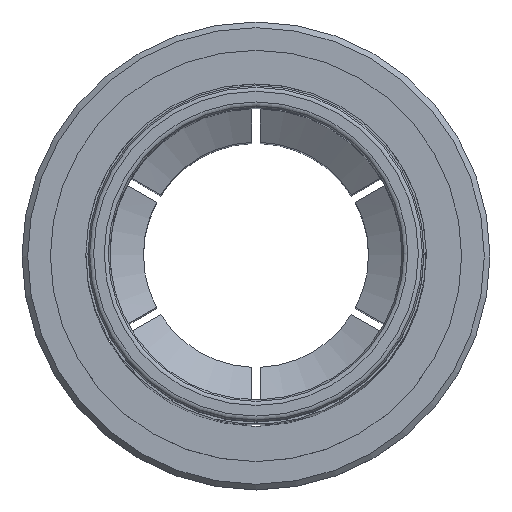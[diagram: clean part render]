
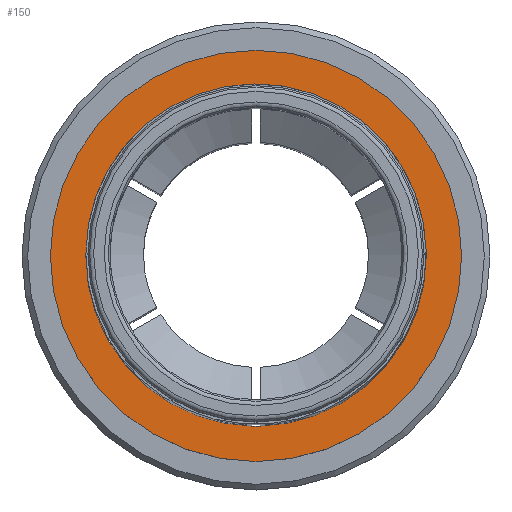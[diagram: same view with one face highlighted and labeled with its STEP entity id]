
A CAD part, top view. The second image highlights one B-rep face of the part: STEP entity #150.
In plain terms, the highlighted planar face has unit normal (0, 0, 1).
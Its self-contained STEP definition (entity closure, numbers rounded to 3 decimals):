
#46=PLANE('',#1222);
#81=FACE_BOUND('',#260,.T.);
#82=FACE_BOUND('',#261,.T.);
#150=ADVANCED_FACE('',(#81,#82),#46,.F.);
#260=EDGE_LOOP('',(#553,#554,#555,#556,#557,#558,#559,#560,#561,#562,#563,
#564,#565,#566,#567,#568,#569,#570,#571,#572,#573,#574,#575,#576));
#261=EDGE_LOOP('',(#577));
#330=LINE('',#1994,#426);
#331=LINE('',#1999,#427);
#332=LINE('',#2001,#428);
#333=LINE('',#2003,#429);
#334=LINE('',#2007,#430);
#335=LINE('',#2009,#431);
#336=LINE('',#2011,#432);
#337=LINE('',#2015,#433);
#338=LINE('',#2017,#434);
#339=LINE('',#2019,#435);
#340=LINE('',#2023,#436);
#341=LINE('',#2025,#437);
#342=LINE('',#2027,#438);
#343=LINE('',#2031,#439);
#344=LINE('',#2033,#440);
#345=LINE('',#2035,#441);
#346=LINE('',#2039,#442);
#347=LINE('',#2041,#443);
#426=VECTOR('',#1348,1.);
#427=VECTOR('',#1351,1.);
#428=VECTOR('',#1352,1.);
#429=VECTOR('',#1353,1.);
#430=VECTOR('',#1356,1.);
#431=VECTOR('',#1357,1.);
#432=VECTOR('',#1358,1.);
#433=VECTOR('',#1361,1.);
#434=VECTOR('',#1362,1.);
#435=VECTOR('',#1363,1.);
#436=VECTOR('',#1366,1.);
#437=VECTOR('',#1367,1.);
#438=VECTOR('',#1368,1.);
#439=VECTOR('',#1371,1.);
#440=VECTOR('',#1372,1.);
#441=VECTOR('',#1373,1.);
#442=VECTOR('',#1376,1.);
#443=VECTOR('',#1377,1.);
#553=ORIENTED_EDGE('',*,*,#998,.T.);
#554=ORIENTED_EDGE('',*,*,#999,.T.);
#555=ORIENTED_EDGE('',*,*,#1000,.T.);
#556=ORIENTED_EDGE('',*,*,#1001,.T.);
#557=ORIENTED_EDGE('',*,*,#1002,.T.);
#558=ORIENTED_EDGE('',*,*,#1003,.T.);
#559=ORIENTED_EDGE('',*,*,#1004,.F.);
#560=ORIENTED_EDGE('',*,*,#1005,.F.);
#561=ORIENTED_EDGE('',*,*,#1006,.F.);
#562=ORIENTED_EDGE('',*,*,#1007,.T.);
#563=ORIENTED_EDGE('',*,*,#1008,.T.);
#564=ORIENTED_EDGE('',*,*,#1009,.T.);
#565=ORIENTED_EDGE('',*,*,#1010,.T.);
#566=ORIENTED_EDGE('',*,*,#1011,.T.);
#567=ORIENTED_EDGE('',*,*,#1012,.T.);
#568=ORIENTED_EDGE('',*,*,#1013,.T.);
#569=ORIENTED_EDGE('',*,*,#1014,.T.);
#570=ORIENTED_EDGE('',*,*,#1015,.T.);
#571=ORIENTED_EDGE('',*,*,#1016,.F.);
#572=ORIENTED_EDGE('',*,*,#1017,.F.);
#573=ORIENTED_EDGE('',*,*,#1018,.F.);
#574=ORIENTED_EDGE('',*,*,#1019,.T.);
#575=ORIENTED_EDGE('',*,*,#1020,.T.);
#576=ORIENTED_EDGE('',*,*,#1021,.T.);
#577=ORIENTED_EDGE('',*,*,#1022,.T.);
#878=VERTEX_POINT('',#1995);
#879=VERTEX_POINT('',#1996);
#880=VERTEX_POINT('',#1998);
#881=VERTEX_POINT('',#2000);
#882=VERTEX_POINT('',#2002);
#883=VERTEX_POINT('',#2004);
#884=VERTEX_POINT('',#2006);
#885=VERTEX_POINT('',#2008);
#886=VERTEX_POINT('',#2010);
#887=VERTEX_POINT('',#2012);
#888=VERTEX_POINT('',#2014);
#889=VERTEX_POINT('',#2016);
#890=VERTEX_POINT('',#2018);
#891=VERTEX_POINT('',#2020);
#892=VERTEX_POINT('',#2022);
#893=VERTEX_POINT('',#2024);
#894=VERTEX_POINT('',#2026);
#895=VERTEX_POINT('',#2028);
#896=VERTEX_POINT('',#2030);
#897=VERTEX_POINT('',#2032);
#898=VERTEX_POINT('',#2034);
#899=VERTEX_POINT('',#2036);
#900=VERTEX_POINT('',#2038);
#901=VERTEX_POINT('',#2040);
#902=VERTEX_POINT('',#2043);
#998=EDGE_CURVE('',#878,#879,#330,.T.);
#999=EDGE_CURVE('',#879,#880,#1138,.T.);
#1000=EDGE_CURVE('',#880,#881,#331,.T.);
#1001=EDGE_CURVE('',#881,#882,#332,.T.);
#1002=EDGE_CURVE('',#882,#883,#333,.T.);
#1003=EDGE_CURVE('',#883,#884,#1139,.T.);
#1004=EDGE_CURVE('',#885,#884,#334,.T.);
#1005=EDGE_CURVE('',#886,#885,#335,.T.);
#1006=EDGE_CURVE('',#887,#886,#336,.T.);
#1007=EDGE_CURVE('',#887,#888,#1140,.T.);
#1008=EDGE_CURVE('',#888,#889,#337,.T.);
#1009=EDGE_CURVE('',#889,#890,#338,.T.);
#1010=EDGE_CURVE('',#890,#891,#339,.T.);
#1011=EDGE_CURVE('',#891,#892,#1141,.T.);
#1012=EDGE_CURVE('',#892,#893,#340,.T.);
#1013=EDGE_CURVE('',#893,#894,#341,.T.);
#1014=EDGE_CURVE('',#894,#895,#342,.T.);
#1015=EDGE_CURVE('',#895,#896,#1142,.T.);
#1016=EDGE_CURVE('',#897,#896,#343,.T.);
#1017=EDGE_CURVE('',#898,#897,#344,.T.);
#1018=EDGE_CURVE('',#899,#898,#345,.T.);
#1019=EDGE_CURVE('',#899,#900,#1143,.T.);
#1020=EDGE_CURVE('',#900,#901,#346,.T.);
#1021=EDGE_CURVE('',#901,#878,#347,.T.);
#1022=EDGE_CURVE('',#902,#902,#1144,.T.);
#1138=CIRCLE('',#1215,6.);
#1139=CIRCLE('',#1216,6.);
#1140=CIRCLE('',#1217,6.);
#1141=CIRCLE('',#1218,6.);
#1142=CIRCLE('',#1219,6.);
#1143=CIRCLE('',#1220,6.);
#1144=CIRCLE('',#1221,7.25);
#1215=AXIS2_PLACEMENT_3D('',#1997,#1349,#1350);
#1216=AXIS2_PLACEMENT_3D('',#2005,#1354,#1355);
#1217=AXIS2_PLACEMENT_3D('',#2013,#1359,#1360);
#1218=AXIS2_PLACEMENT_3D('',#2021,#1364,#1365);
#1219=AXIS2_PLACEMENT_3D('',#2029,#1369,#1370);
#1220=AXIS2_PLACEMENT_3D('',#2037,#1374,#1375);
#1221=AXIS2_PLACEMENT_3D('',#2042,#1378,#1379);
#1222=AXIS2_PLACEMENT_3D('',#2044,#1380,#1381);
#1348=DIRECTION('',(-0.866,-0.5,0.));
#1349=DIRECTION('',(0.,0.,-1.));
#1350=DIRECTION('',(-1.,0.,0.));
#1351=DIRECTION('',(0.866,-0.5,0.));
#1352=DIRECTION('',(-0.5,-0.866,0.));
#1353=DIRECTION('',(-0.866,0.5,0.));
#1354=DIRECTION('',(0.,0.,-1.));
#1355=DIRECTION('',(-1.,0.,0.));
#1356=DIRECTION('',(0.,1.,0.));
#1357=DIRECTION('',(1.,0.,0.));
#1358=DIRECTION('',(0.,-1.,0.));
#1359=DIRECTION('',(0.,0.,-1.));
#1360=DIRECTION('',(-1.,0.,0.));
#1361=DIRECTION('',(-0.866,-0.5,0.));
#1362=DIRECTION('',(-0.5,0.866,0.));
#1363=DIRECTION('',(0.866,0.5,0.));
#1364=DIRECTION('',(0.,0.,-1.));
#1365=DIRECTION('',(-1.,0.,0.));
#1366=DIRECTION('',(-0.866,0.5,0.));
#1367=DIRECTION('',(0.5,0.866,0.));
#1368=DIRECTION('',(0.866,-0.5,0.));
#1369=DIRECTION('',(0.,0.,-1.));
#1370=DIRECTION('',(-1.,0.,0.));
#1371=DIRECTION('',(0.,-1.,0.));
#1372=DIRECTION('',(-1.,0.,0.));
#1373=DIRECTION('',(0.,1.,0.));
#1374=DIRECTION('',(0.,0.,-1.));
#1375=DIRECTION('',(-1.,0.,0.));
#1376=DIRECTION('',(0.866,0.5,0.));
#1377=DIRECTION('',(0.5,-0.866,0.));
#1378=DIRECTION('',(0.,0.,1.));
#1379=DIRECTION('',(-1.,0.,0.));
#1380=DIRECTION('',(0.,0.,-1.));
#1381=DIRECTION('',(1.,0.,0.));
#1994=CARTESIAN_POINT('',(5.271,2.87,0.));
#1995=CARTESIAN_POINT('',(5.271,2.87,0.));
#1996=CARTESIAN_POINT('',(5.27,2.869,0.));
#1997=CARTESIAN_POINT('',(0.,0.,0.));
#1998=CARTESIAN_POINT('',(5.27,-2.869,0.));
#1999=CARTESIAN_POINT('',(4.966,-2.694,0.));
#2000=CARTESIAN_POINT('',(5.271,-2.87,0.));
#2001=CARTESIAN_POINT('',(5.271,-2.87,0.));
#2002=CARTESIAN_POINT('',(5.121,-3.13,0.));
#2003=CARTESIAN_POINT('',(5.121,-3.13,0.));
#2004=CARTESIAN_POINT('',(5.12,-3.129,0.));
#2005=CARTESIAN_POINT('',(0.,0.,0.));
#2006=CARTESIAN_POINT('',(0.15,-5.998,0.));
#2007=CARTESIAN_POINT('',(0.15,-6.,0.));
#2008=CARTESIAN_POINT('',(0.15,-6.,0.));
#2009=CARTESIAN_POINT('',(-0.15,-6.,0.));
#2010=CARTESIAN_POINT('',(-0.15,-6.,0.));
#2011=CARTESIAN_POINT('',(-0.15,-5.648,0.));
#2012=CARTESIAN_POINT('',(-0.15,-5.998,0.));
#2013=CARTESIAN_POINT('',(0.,0.,0.));
#2014=CARTESIAN_POINT('',(-5.12,-3.129,0.));
#2015=CARTESIAN_POINT('',(-4.816,-2.954,0.));
#2016=CARTESIAN_POINT('',(-5.121,-3.13,0.));
#2017=CARTESIAN_POINT('',(-5.121,-3.13,0.));
#2018=CARTESIAN_POINT('',(-5.271,-2.87,0.));
#2019=CARTESIAN_POINT('',(-5.271,-2.87,0.));
#2020=CARTESIAN_POINT('',(-5.27,-2.869,0.));
#2021=CARTESIAN_POINT('',(0.,0.,0.));
#2022=CARTESIAN_POINT('',(-5.27,2.869,0.));
#2023=CARTESIAN_POINT('',(-4.966,2.694,0.));
#2024=CARTESIAN_POINT('',(-5.271,2.87,0.));
#2025=CARTESIAN_POINT('',(-5.271,2.87,0.));
#2026=CARTESIAN_POINT('',(-5.121,3.13,0.));
#2027=CARTESIAN_POINT('',(-5.121,3.13,0.));
#2028=CARTESIAN_POINT('',(-5.12,3.129,0.));
#2029=CARTESIAN_POINT('',(0.,0.,0.));
#2030=CARTESIAN_POINT('',(-0.15,5.998,0.));
#2031=CARTESIAN_POINT('',(-0.15,6.,0.));
#2032=CARTESIAN_POINT('',(-0.15,6.,0.));
#2033=CARTESIAN_POINT('',(0.15,6.,0.));
#2034=CARTESIAN_POINT('',(0.15,6.,0.));
#2035=CARTESIAN_POINT('',(0.15,5.648,0.));
#2036=CARTESIAN_POINT('',(0.15,5.998,0.));
#2037=CARTESIAN_POINT('',(0.,0.,0.));
#2038=CARTESIAN_POINT('',(5.12,3.129,0.));
#2039=CARTESIAN_POINT('',(4.816,2.954,0.));
#2040=CARTESIAN_POINT('',(5.121,3.13,0.));
#2041=CARTESIAN_POINT('',(5.121,3.13,0.));
#2042=CARTESIAN_POINT('',(0.,0.,0.));
#2043=CARTESIAN_POINT('',(-7.25,0.,0.));
#2044=CARTESIAN_POINT('',(0.,5.65,0.));
